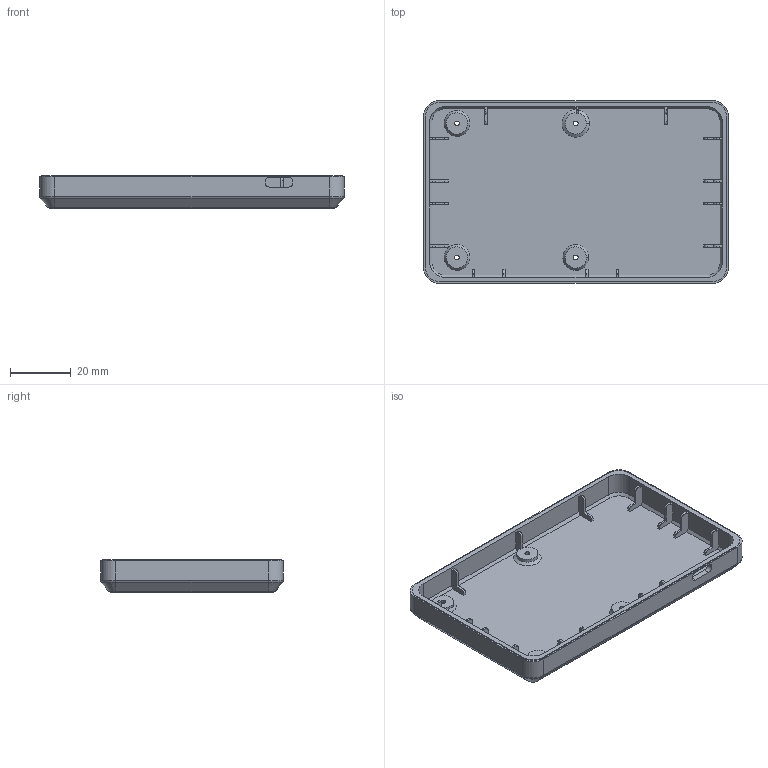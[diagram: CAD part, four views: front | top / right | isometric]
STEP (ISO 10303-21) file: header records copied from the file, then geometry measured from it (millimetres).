
FILE_DESCRIPTION(('CATIA V5 STEP Exchange'),'2;1');
FILE_NAME('Case_bottom.stp','2024-05-05T23:42:35+00:00',('none'),('none'),'CATIA Version 5 Release 21 GA (IN-10)','CATIA V5 STEP AP214','none');
FILE_SCHEMA(('AUTOMOTIVE_DESIGN { 1 0 10303 214 1 1 1 1 }'));
Length unit declared in the file: millimetre
Products named in the file (1): CASE BOTTOM
Bounding box: 100 x 60 x 10.75 mm (x, y, z)
Volume: 17602.1 mm3; surface area: 18429.6 mm2
Topology: 1 solids, 1 shells, 1028 faces, 2974 edges, 1972 vertices
Faces by surface type: plane 922, cylinder 82, cone 16, torus 8
Entity records: 32462 total; most frequent: ORIENTED_EDGE 5948, CARTESIAN_POINT 5857, DIRECTION 4776, EDGE_CURVE 2974, VECTOR 2781, LINE 2781, VERTEX_POINT 1972, AXIS2_PLACEMENT_3D 1094
